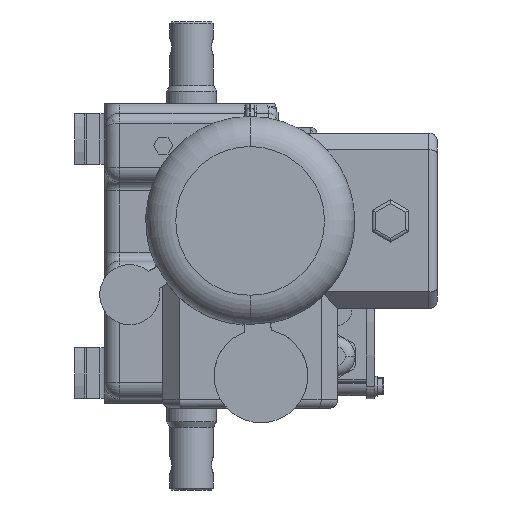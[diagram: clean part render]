
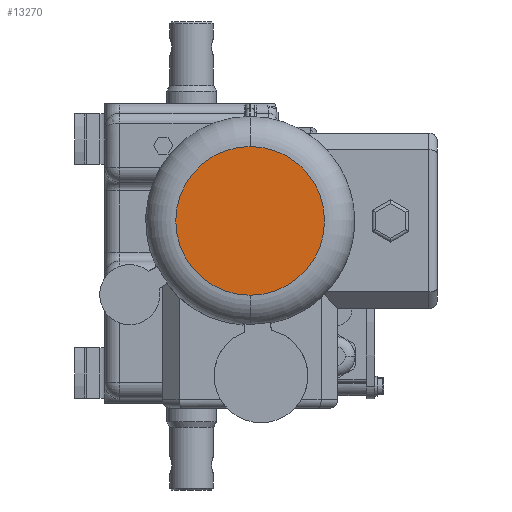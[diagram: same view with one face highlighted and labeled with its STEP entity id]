
A CAD part, front view. The second image highlights one B-rep face of the part: STEP entity #13270.
In plain terms, the highlighted planar face has unit normal (0, -1, 0).
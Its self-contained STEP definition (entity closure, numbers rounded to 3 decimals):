
#945 = VERTEX_POINT ( 'NONE', #3436 ) ;
#1352 = CARTESIAN_POINT ( 'NONE',  ( 0., -191., 0. ) ) ;
#2745 = DIRECTION ( 'NONE',  ( 0., 0., 1. ) ) ;
#3436 = CARTESIAN_POINT ( 'NONE',  ( 0., -191., -44.5 ) ) ;
#3513 = CARTESIAN_POINT ( 'NONE',  ( 44.5, -191., 0. ) ) ;
#5327 = CIRCLE ( 'NONE', #11564, 44.5 ) ;
#6610 = DIRECTION ( 'NONE',  ( 0., 1., 0. ) ) ;
#8794 = PLANE ( 'NONE',  #17938 ) ;
#9492 = EDGE_LOOP ( 'NONE', ( #14806, #10195 ) ) ;
#10195 = ORIENTED_EDGE ( 'NONE', *, *, #17534, .F. ) ;
#11564 = AXIS2_PLACEMENT_3D ( 'NONE', #1352, #15252, #2745 ) ;
#13270 = ADVANCED_FACE ( 'NONE', ( #18793 ), #8794, .F. ) ;
#13757 = AXIS2_PLACEMENT_3D ( 'NONE', #13948, #6610, #20943 ) ;
#13948 = CARTESIAN_POINT ( 'NONE',  ( 0., -191., 0. ) ) ;
#14021 = VERTEX_POINT ( 'NONE', #19348 ) ;
#14806 = ORIENTED_EDGE ( 'NONE', *, *, #18104, .F. ) ;
#15252 = DIRECTION ( 'NONE',  ( 0., 1., 0. ) ) ;
#15798 = DIRECTION ( 'NONE',  ( 0., 1., 0. ) ) ;
#17043 = CIRCLE ( 'NONE', #13757, 44.5 ) ;
#17534 = EDGE_CURVE ( 'NONE', #945, #14021, #17043, .T. ) ;
#17938 = AXIS2_PLACEMENT_3D ( 'NONE', #3513, #15798, #19121 ) ;
#18104 = EDGE_CURVE ( 'NONE', #14021, #945, #5327, .T. ) ;
#18793 = FACE_OUTER_BOUND ( 'NONE', #9492, .T. ) ;
#19121 = DIRECTION ( 'NONE',  ( 0., 0., 1. ) ) ;
#19348 = CARTESIAN_POINT ( 'NONE',  ( 0., -191., 44.5 ) ) ;
#20943 = DIRECTION ( 'NONE',  ( 0., 0., 1. ) ) ;
